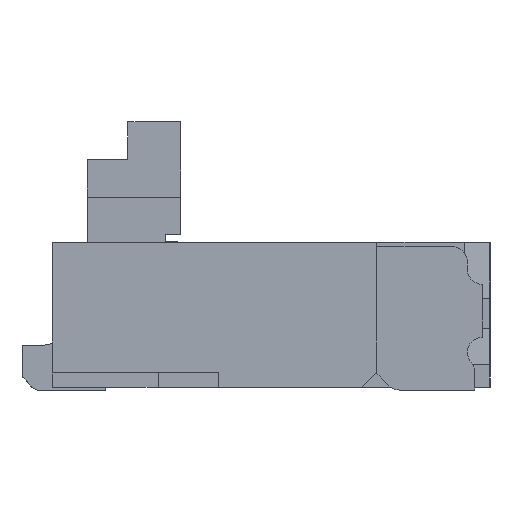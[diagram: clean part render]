
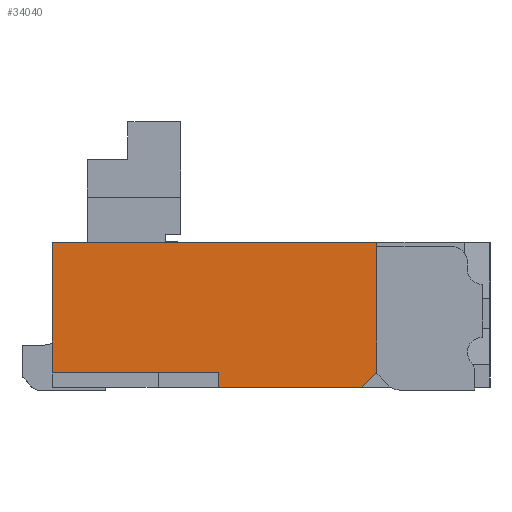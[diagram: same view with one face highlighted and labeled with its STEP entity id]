
A CAD part, left-side view. The second image highlights one B-rep face of the part: STEP entity #34040.
In plain terms, the highlighted planar face has unit normal (-1, 0, 0).
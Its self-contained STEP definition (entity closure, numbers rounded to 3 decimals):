
#3850=ORIENTED_EDGE('',*,*,#13141,.T.);
#3851=ORIENTED_EDGE('',*,*,#13131,.T.);
#3852=ORIENTED_EDGE('',*,*,#12442,.F.);
#3853=ORIENTED_EDGE('',*,*,#13236,.T.);
#3854=ORIENTED_EDGE('',*,*,#13101,.F.);
#3855=ORIENTED_EDGE('',*,*,#13108,.T.);
#3856=ORIENTED_EDGE('',*,*,#13051,.T.);
#12442=EDGE_CURVE('',#17293,#17294,#20943,.T.);
#13051=EDGE_CURVE('',#17686,#17685,#21551,.T.);
#13101=EDGE_CURVE('',#17719,#17720,#21600,.T.);
#13108=EDGE_CURVE('',#17719,#17686,#21607,.T.);
#13131=EDGE_CURVE('',#17737,#17294,#21630,.T.);
#13141=EDGE_CURVE('',#17685,#17737,#21640,.T.);
#13236=EDGE_CURVE('',#17293,#17720,#21734,.T.);
#17293=VERTEX_POINT('',#49012);
#17294=VERTEX_POINT('',#49014);
#17685=VERTEX_POINT('',#50166);
#17686=VERTEX_POINT('',#50168);
#17719=VERTEX_POINT('',#50262);
#17720=VERTEX_POINT('',#50264);
#17737=VERTEX_POINT('',#50323);
#20943=LINE('',#49013,#25540);
#21551=LINE('',#50167,#26148);
#21600=LINE('',#50263,#26197);
#21607=LINE('',#50275,#26204);
#21630=LINE('',#50322,#26227);
#21640=LINE('',#50340,#26237);
#21734=LINE('',#50531,#26331);
#25540=VECTOR('',#39212,1000.);
#26148=VECTOR('',#40128,1000.);
#26197=VECTOR('',#40203,1000.);
#26204=VECTOR('',#40218,1000.);
#26227=VECTOR('',#40257,1000.);
#26237=VECTOR('',#40271,1000.);
#26331=VECTOR('',#40441,1000.);
#29253=EDGE_LOOP('',(#3850,#3851,#3852,#3853,#3854,#3855,#3856));
#30956=FACE_BOUND('',#29253,.T.);
#32658=PLANE('',#35738);
#34040=ADVANCED_FACE('',(#30956),#32658,.F.);
#35738=AXIS2_PLACEMENT_3D('',#50530,#40439,#40440);
#39212=DIRECTION('',(0.,-1.,0.));
#40128=DIRECTION('',(0.,-1.,0.));
#40203=DIRECTION('',(0.,1.,0.));
#40218=DIRECTION('',(0.,0.,-1.));
#40257=DIRECTION('',(0.,0.,1.));
#40271=DIRECTION('',(0.,-0.707,0.707));
#40439=DIRECTION('',(1.,0.,0.));
#40440=DIRECTION('',(0.,0.,-1.));
#40441=DIRECTION('',(0.,0.,-1.));
#49012=CARTESIAN_POINT('',(-8.25,1.45,0.48));
#49013=CARTESIAN_POINT('',(-8.25,1.45,0.48));
#49014=CARTESIAN_POINT('',(-8.25,-0.7,0.48));
#50166=CARTESIAN_POINT('',(-8.25,-0.6,-0.48));
#50167=CARTESIAN_POINT('',(-8.25,1.45,-0.48));
#50168=CARTESIAN_POINT('',(-8.25,0.35,-0.48));
#50262=CARTESIAN_POINT('',(-8.25,0.35,-0.38));
#50263=CARTESIAN_POINT('',(-8.25,0.35,-0.38));
#50264=CARTESIAN_POINT('',(-8.25,1.45,-0.38));
#50275=CARTESIAN_POINT('',(-8.25,0.35,-0.38));
#50322=CARTESIAN_POINT('',(-8.25,-0.7,-0.48));
#50323=CARTESIAN_POINT('',(-8.25,-0.7,-0.38));
#50340=CARTESIAN_POINT('',(-8.25,-0.6,-0.48));
#50530=CARTESIAN_POINT('',(-8.25,1.45,0.48));
#50531=CARTESIAN_POINT('',(-8.25,1.45,0.48));
